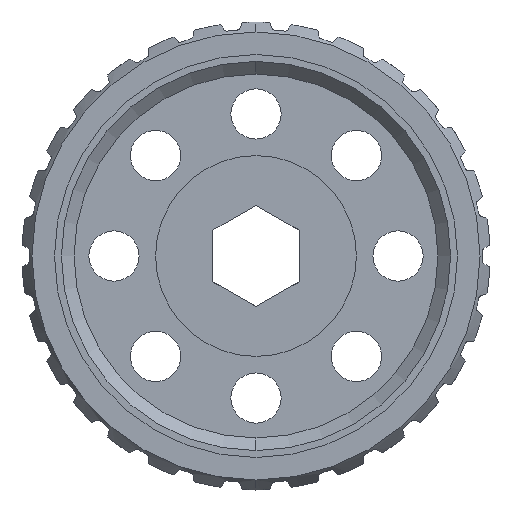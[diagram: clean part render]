
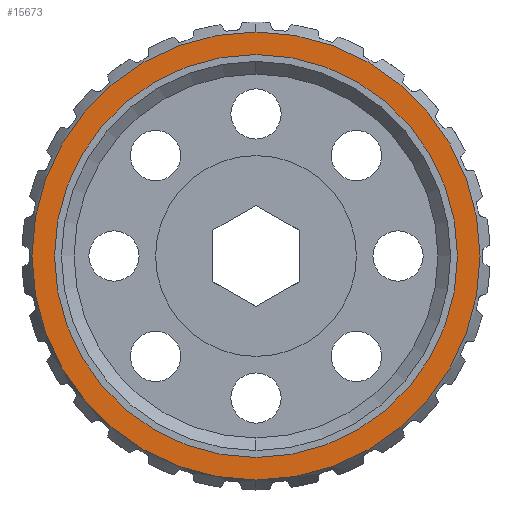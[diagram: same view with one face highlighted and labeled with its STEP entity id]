
A CAD part, left-side view. The second image highlights one B-rep face of the part: STEP entity #15673.
In plain terms, the highlighted planar face has unit normal (-1, 0, 0).
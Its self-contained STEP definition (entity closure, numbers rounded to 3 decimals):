
#488 = VERTEX_POINT ( 'NONE', #20384 ) ;
#1723 = EDGE_LOOP ( 'NONE', ( #9408, #9044 ) ) ;
#2543 = CARTESIAN_POINT ( 'NONE',  ( 3.502, 0., 0. ) ) ;
#3145 = PLANE ( 'NONE',  #10208 ) ;
#3995 = ORIENTED_EDGE ( 'NONE', *, *, #24524, .F. ) ;
#4594 = DIRECTION ( 'NONE',  ( 0., 0., -1. ) ) ;
#4987 = DIRECTION ( 'NONE',  ( 0., 0., -1. ) ) ;
#5054 = CIRCLE ( 'NONE', #23531, 16.05 ) ;
#5902 = VERTEX_POINT ( 'NONE', #16564 ) ;
#6478 = FACE_BOUND ( 'NONE', #1723, .T. ) ;
#6545 = ORIENTED_EDGE ( 'NONE', *, *, #9048, .F. ) ;
#6614 = DIRECTION ( 'NONE',  ( 1., 0., 0. ) ) ;
#6958 = DIRECTION ( 'NONE',  ( 1., 0., 0. ) ) ;
#7035 = EDGE_CURVE ( 'NONE', #5902, #21734, #16409, .T. ) ;
#7272 = CARTESIAN_POINT ( 'NONE',  ( 3.502, 0., 0. ) ) ;
#8325 = EDGE_CURVE ( 'NONE', #21734, #5902, #5054, .T. ) ;
#8797 = CARTESIAN_POINT ( 'NONE',  ( 3.502, 0., -16.05 ) ) ;
#9044 = ORIENTED_EDGE ( 'NONE', *, *, #8325, .F. ) ;
#9048 = EDGE_CURVE ( 'NONE', #24251, #488, #23034, .T. ) ;
#9282 = DIRECTION ( 'NONE',  ( 1., 0., 0. ) ) ;
#9408 = ORIENTED_EDGE ( 'NONE', *, *, #7035, .F. ) ;
#10208 = AXIS2_PLACEMENT_3D ( 'NONE', #7272, #9282, #4987 ) ;
#12813 = CARTESIAN_POINT ( 'NONE',  ( 3.502, 0., 0. ) ) ;
#14034 = FACE_OUTER_BOUND ( 'NONE', #24241, .T. ) ;
#14767 = DIRECTION ( 'NONE',  ( 0., 0., 1. ) ) ;
#15462 = CARTESIAN_POINT ( 'NONE',  ( 3.502, 0., 17.847 ) ) ;
#15673 = ADVANCED_FACE ( 'NONE', ( #6478, #14034 ), #3145, .F. ) ;
#16409 = CIRCLE ( 'NONE', #26027, 16.05 ) ;
#16564 = CARTESIAN_POINT ( 'NONE',  ( 3.502, 0., 16.05 ) ) ;
#16902 = DIRECTION ( 'NONE',  ( -1., 0., 0. ) ) ;
#18684 = CIRCLE ( 'NONE', #25358, 17.847 ) ;
#19076 = CARTESIAN_POINT ( 'NONE',  ( 3.502, 0., 0. ) ) ;
#20384 = CARTESIAN_POINT ( 'NONE',  ( 3.502, 0., -17.847 ) ) ;
#20594 = CARTESIAN_POINT ( 'NONE',  ( 3.502, 0., 0. ) ) ;
#20731 = DIRECTION ( 'NONE',  ( 0., 0., 1. ) ) ;
#21734 = VERTEX_POINT ( 'NONE', #8797 ) ;
#22813 = DIRECTION ( 'NONE',  ( -1., 0., 0. ) ) ;
#23034 = CIRCLE ( 'NONE', #24209, 17.847 ) ;
#23531 = AXIS2_PLACEMENT_3D ( 'NONE', #12813, #22813, #14767 ) ;
#24209 = AXIS2_PLACEMENT_3D ( 'NONE', #19076, #6958, #4594 ) ;
#24241 = EDGE_LOOP ( 'NONE', ( #3995, #6545 ) ) ;
#24251 = VERTEX_POINT ( 'NONE', #15462 ) ;
#24426 = DIRECTION ( 'NONE',  ( 0., 0., -1. ) ) ;
#24524 = EDGE_CURVE ( 'NONE', #488, #24251, #18684, .T. ) ;
#25358 = AXIS2_PLACEMENT_3D ( 'NONE', #20594, #6614, #24426 ) ;
#26027 = AXIS2_PLACEMENT_3D ( 'NONE', #2543, #16902, #20731 ) ;
